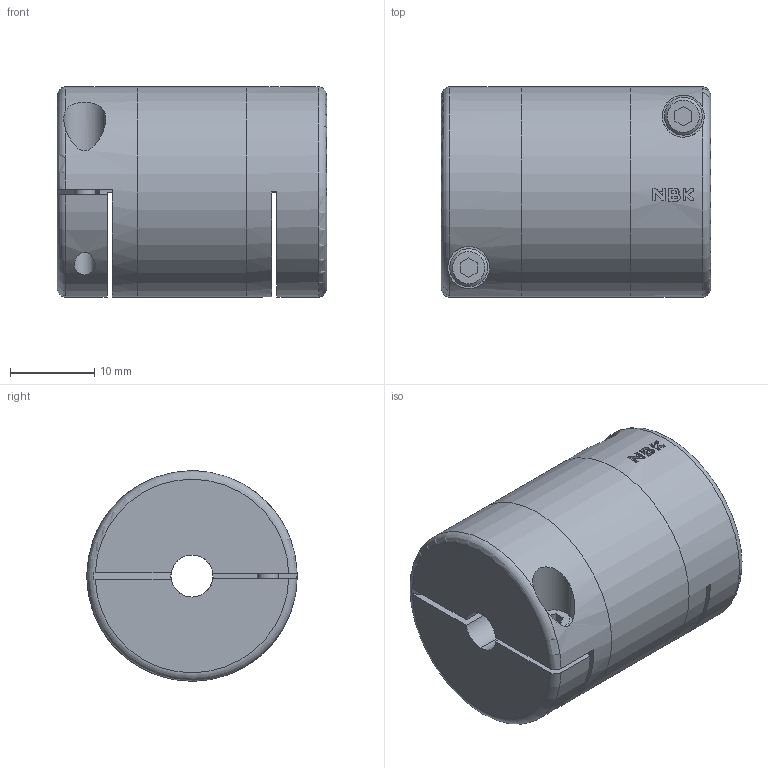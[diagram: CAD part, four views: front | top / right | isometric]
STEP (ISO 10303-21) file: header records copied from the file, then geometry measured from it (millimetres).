
FILE_DESCRIPTION(/* description */ ('STEP AP214'),/* implementation_level */ '2;1');
FILE_NAME(/* name */ 'XGT2-25C-5-6',/* time_stamp */ '2024-06-05T08:25:25+02:00',/* author */ ('License CC BY-ND 4.0'),/* organization */ ('CADENAS'),/* preprocessor_version */ 'ST-DEVELOPER v19.3',/* originating_system */ 'PARTsolutions',/* authorisation */ ' ');
FILE_SCHEMA (('AUTOMOTIVE_DESIGN {1 0 10303 214 3 1 1}'));
Length unit declared in the file: millimetre
Products named in the file (4): XGT2-25C-5-6; XGT2-25C - 5-6 - Hub 1; XGT2-25C - 5-6 - Anti-Vibration Rubber; XGT2-25C - 5-6 - Hub 2
Assembly tree (3 placements, depth 2):
  XGT2-25C-5-6
    XGT2-25C - 5-6 - Hub 1
    XGT2-25C - 5-6 - Anti-Vibration Rubber
    XGT2-25C - 5-6 - Hub 2
Bounding box: 32 x 25 x 25 mm (x, y, z)
Volume: 14116.2 mm3; surface area: 7388.7 mm2
Topology: 3 solids, 3 shells, 117 faces, 306 edges, 203 vertices
Faces by surface type: plane 79, cylinder 32, cone 4, torus 2
Full cylindrical faces by diameter (mm): 2.5 x4, 3 x2, 4.5 x2, 5 x3, 6 x1, 7 x1, 25 x3
Entity records: 3448 total; most frequent: CARTESIAN_POINT 705, DIRECTION 544, ORIENTED_EDGE 516, EDGE_CURVE 258, AXIS2_PLACEMENT_3D 195, VERTEX_POINT 182, LINE 154, VECTOR 154
